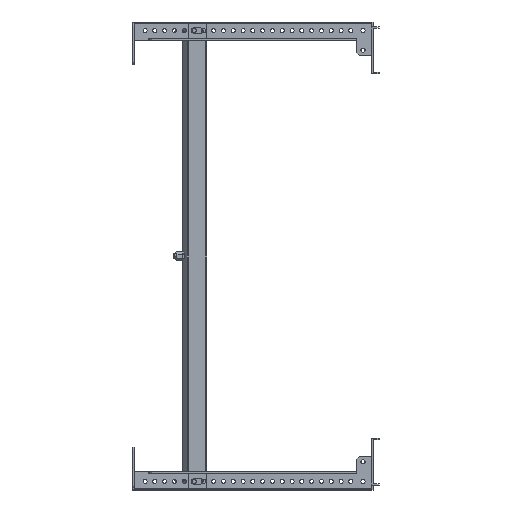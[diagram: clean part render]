
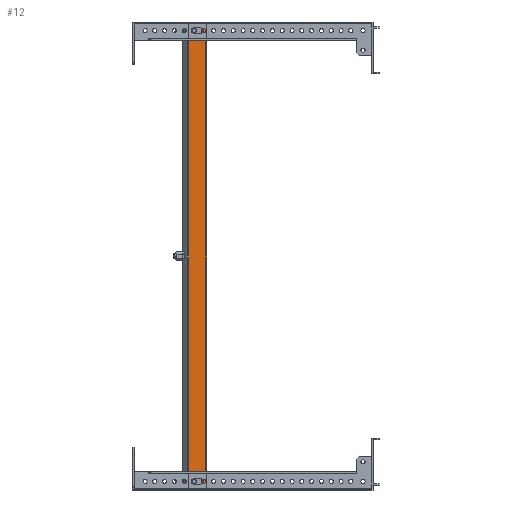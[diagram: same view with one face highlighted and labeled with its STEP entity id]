
A CAD part, front view. The second image highlights one B-rep face of the part: STEP entity #12.
In plain terms, the highlighted planar face has unit normal (0, -1, 0).
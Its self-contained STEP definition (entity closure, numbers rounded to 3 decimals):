
#12 = ADVANCED_FACE ( 'NONE', ( #24494, #15918, #25450 ), #10908, .F. ) ;
#277 = CIRCLE ( 'NONE', #13708, 3.5 ) ;
#1252 = VERTEX_POINT ( 'NONE', #33746 ) ;
#1385 = VERTEX_POINT ( 'NONE', #25912 ) ;
#1502 = CARTESIAN_POINT ( 'NONE',  ( 1112.302, -254., -91. ) ) ;
#1966 = LINE ( 'NONE', #28157, #22910 ) ;
#2011 = LINE ( 'NONE', #24536, #25630 ) ;
#2388 = EDGE_CURVE ( 'NONE', #28626, #36636, #34240, .T. ) ;
#2463 = VERTEX_POINT ( 'NONE', #35338 ) ;
#3032 = EDGE_CURVE ( 'NONE', #34172, #37474, #2011, .T. ) ;
#3172 = CARTESIAN_POINT ( 'NONE',  ( 1105.802, -254., 497.5 ) ) ;
#3209 = CARTESIAN_POINT ( 'NONE',  ( 1120.302, -254., 491. ) ) ;
#3552 = CARTESIAN_POINT ( 'NONE',  ( 1112.302, -254., -91. ) ) ;
#4056 = VECTOR ( 'NONE', #20173, 1000. ) ;
#4161 = DIRECTION ( 'NONE',  ( 0., -1., 0. ) ) ;
#4637 = DIRECTION ( 'NONE',  ( 0., 1., 0. ) ) ;
#4810 = CARTESIAN_POINT ( 'NONE',  ( 1120.302, -254., -84. ) ) ;
#4938 = AXIS2_PLACEMENT_3D ( 'NONE', #26056, #23733, #35377 ) ;
#5028 = DIRECTION ( 'NONE',  ( -1., 0., 0. ) ) ;
#5119 = VERTEX_POINT ( 'NONE', #9642 ) ;
#5340 = ORIENTED_EDGE ( 'NONE', *, *, #27504, .T. ) ;
#5347 = VERTEX_POINT ( 'NONE', #31221 ) ;
#6317 = ORIENTED_EDGE ( 'NONE', *, *, #2388, .F. ) ;
#6354 = AXIS2_PLACEMENT_3D ( 'NONE', #9254, #18053, #27229 ) ;
#6615 = LINE ( 'NONE', #35257, #19983 ) ;
#7132 = DIRECTION ( 'NONE',  ( 1., 0., 0. ) ) ;
#8037 = AXIS2_PLACEMENT_3D ( 'NONE', #9355, #18146, #29430 ) ;
#8053 = CARTESIAN_POINT ( 'NONE',  ( 1150.77, -254., 200. ) ) ;
#8192 = EDGE_CURVE ( 'NONE', #1385, #35349, #30283, .T. ) ;
#8193 = VERTEX_POINT ( 'NONE', #21918 ) ;
#8336 = ORIENTED_EDGE ( 'NONE', *, *, #30091, .T. ) ;
#8501 = CARTESIAN_POINT ( 'NONE',  ( 1128.304, -254., -100.859 ) ) ;
#9254 = CARTESIAN_POINT ( 'NONE',  ( 1112.302, -254., -87.5 ) ) ;
#9355 = CARTESIAN_POINT ( 'NONE',  ( 1120.302, -254., -87.5 ) ) ;
#9380 = CIRCLE ( 'NONE', #6354, 3.5 ) ;
#9417 = DIRECTION ( 'NONE',  ( -1., 0., 0. ) ) ;
#9642 = CARTESIAN_POINT ( 'NONE',  ( 1120.302, -254., -91. ) ) ;
#10031 = ORIENTED_EDGE ( 'NONE', *, *, #28160, .F. ) ;
#10117 = ORIENTED_EDGE ( 'NONE', *, *, #3032, .T. ) ;
#10148 = ORIENTED_EDGE ( 'NONE', *, *, #31115, .F. ) ;
#10908 = PLANE ( 'NONE',  #19319 ) ;
#11274 = CARTESIAN_POINT ( 'NONE',  ( 1112.302, -254., -84. ) ) ;
#11297 = CIRCLE ( 'NONE', #13763, 3.5 ) ;
#11752 = LINE ( 'NONE', #3172, #16134 ) ;
#11967 = ORIENTED_EDGE ( 'NONE', *, *, #29098, .F. ) ;
#12193 = CARTESIAN_POINT ( 'NONE',  ( 1128.304, -254., 497.5 ) ) ;
#12730 = EDGE_CURVE ( 'NONE', #2463, #8193, #1966, .T. ) ;
#12739 = DIRECTION ( 'NONE',  ( -1., 0., 0. ) ) ;
#13046 = DIRECTION ( 'NONE',  ( 0., 1., 0. ) ) ;
#13101 = DIRECTION ( 'NONE',  ( 1., 0., 0. ) ) ;
#13708 = AXIS2_PLACEMENT_3D ( 'NONE', #24318, #18785, #27401 ) ;
#13763 = AXIS2_PLACEMENT_3D ( 'NONE', #32547, #13046, #9417 ) ;
#13895 = VERTEX_POINT ( 'NONE', #37335 ) ;
#14229 = ORIENTED_EDGE ( 'NONE', *, *, #22132, .F. ) ;
#14350 = LINE ( 'NONE', #32487, #19901 ) ;
#14367 = VERTEX_POINT ( 'NONE', #29874 ) ;
#14564 = VECTOR ( 'NONE', #5028, 1000. ) ;
#15148 = EDGE_CURVE ( 'NONE', #13895, #27223, #34680, .T. ) ;
#15918 = FACE_BOUND ( 'NONE', #21342, .T. ) ;
#16134 = VECTOR ( 'NONE', #30914, 1000. ) ;
#16594 = ORIENTED_EDGE ( 'NONE', *, *, #12730, .F. ) ;
#17676 = CARTESIAN_POINT ( 'NONE',  ( 1112.302, -254., -84. ) ) ;
#18053 = DIRECTION ( 'NONE',  ( 0., -1., 0. ) ) ;
#18146 = DIRECTION ( 'NONE',  ( 0., -1., 0. ) ) ;
#18316 = VECTOR ( 'NONE', #7132, 1000. ) ;
#18458 = ORIENTED_EDGE ( 'NONE', *, *, #8192, .F. ) ;
#18785 = DIRECTION ( 'NONE',  ( 0., 1., 0. ) ) ;
#19269 = EDGE_LOOP ( 'NONE', ( #34882, #5340, #10117, #23816, #8336 ) ) ;
#19319 = AXIS2_PLACEMENT_3D ( 'NONE', #8053, #4637, #28335 ) ;
#19901 = VECTOR ( 'NONE', #29611, 1000. ) ;
#19983 = VECTOR ( 'NONE', #12739, 1000. ) ;
#20173 = DIRECTION ( 'NONE',  ( 0., 0., 1. ) ) ;
#21138 = EDGE_CURVE ( 'NONE', #37474, #5347, #11297, .T. ) ;
#21158 = AXIS2_PLACEMENT_3D ( 'NONE', #22288, #4161, #28047 ) ;
#21342 = EDGE_LOOP ( 'NONE', ( #14229, #18458, #10031, #6317, #27090 ) ) ;
#21561 = ORIENTED_EDGE ( 'NONE', *, *, #15148, .T. ) ;
#21665 = LINE ( 'NONE', #3552, #18316 ) ;
#21918 = CARTESIAN_POINT ( 'NONE',  ( 1105.802, -254., 497.5 ) ) ;
#22065 = CIRCLE ( 'NONE', #8037, 3.5 ) ;
#22132 = EDGE_CURVE ( 'NONE', #35349, #5119, #21665, .T. ) ;
#22288 = CARTESIAN_POINT ( 'NONE',  ( 1112.302, -254., -87.5 ) ) ;
#22640 = EDGE_CURVE ( 'NONE', #14367, #1252, #30548, .T. ) ;
#22910 = VECTOR ( 'NONE', #33113, 1000. ) ;
#23733 = DIRECTION ( 'NONE',  ( 0., 1., 0. ) ) ;
#23816 = ORIENTED_EDGE ( 'NONE', *, *, #21138, .T. ) ;
#24318 = CARTESIAN_POINT ( 'NONE',  ( 1112.302, -254., 487.5 ) ) ;
#24494 = FACE_OUTER_BOUND ( 'NONE', #24997, .T. ) ;
#24536 = CARTESIAN_POINT ( 'NONE',  ( 1112.302, -254., 491. ) ) ;
#24997 = EDGE_LOOP ( 'NONE', ( #11967, #16594, #10148, #21561 ) ) ;
#25144 = EDGE_CURVE ( 'NONE', #5119, #28626, #22065, .T. ) ;
#25450 = FACE_BOUND ( 'NONE', #19269, .T. ) ;
#25630 = VECTOR ( 'NONE', #13101, 1000. ) ;
#25912 = CARTESIAN_POINT ( 'NONE',  ( 1108.802, -254., -87.5 ) ) ;
#26056 = CARTESIAN_POINT ( 'NONE',  ( 1112.302, -254., 487.5 ) ) ;
#27090 = ORIENTED_EDGE ( 'NONE', *, *, #25144, .F. ) ;
#27223 = VERTEX_POINT ( 'NONE', #12193 ) ;
#27229 = DIRECTION ( 'NONE',  ( -1., 0., 0. ) ) ;
#27401 = DIRECTION ( 'NONE',  ( -1., 0., 0. ) ) ;
#27504 = EDGE_CURVE ( 'NONE', #1252, #34172, #277, .T. ) ;
#28047 = DIRECTION ( 'NONE',  ( -1., 0., 0. ) ) ;
#28157 = CARTESIAN_POINT ( 'NONE',  ( 1105.802, -254., -97.5 ) ) ;
#28160 = EDGE_CURVE ( 'NONE', #36636, #1385, #9380, .T. ) ;
#28335 = DIRECTION ( 'NONE',  ( 1., 0., 0. ) ) ;
#28626 = VERTEX_POINT ( 'NONE', #4810 ) ;
#29098 = EDGE_CURVE ( 'NONE', #8193, #27223, #11752, .T. ) ;
#29430 = DIRECTION ( 'NONE',  ( -1., 0., 0. ) ) ;
#29611 = DIRECTION ( 'NONE',  ( -1., 0., 0. ) ) ;
#29874 = CARTESIAN_POINT ( 'NONE',  ( 1112.302, -254., 484. ) ) ;
#30091 = EDGE_CURVE ( 'NONE', #5347, #14367, #14350, .T. ) ;
#30283 = CIRCLE ( 'NONE', #21158, 3.5 ) ;
#30548 = CIRCLE ( 'NONE', #4938, 3.5 ) ;
#30914 = DIRECTION ( 'NONE',  ( 1., 0., 0. ) ) ;
#31048 = CARTESIAN_POINT ( 'NONE',  ( 1112.302, -254., 491. ) ) ;
#31115 = EDGE_CURVE ( 'NONE', #13895, #2463, #6615, .T. ) ;
#31221 = CARTESIAN_POINT ( 'NONE',  ( 1120.302, -254., 484. ) ) ;
#32487 = CARTESIAN_POINT ( 'NONE',  ( 1112.302, -254., 484. ) ) ;
#32547 = CARTESIAN_POINT ( 'NONE',  ( 1120.302, -254., 487.5 ) ) ;
#33113 = DIRECTION ( 'NONE',  ( 0., 0., 1. ) ) ;
#33746 = CARTESIAN_POINT ( 'NONE',  ( 1108.802, -254., 487.5 ) ) ;
#34172 = VERTEX_POINT ( 'NONE', #31048 ) ;
#34240 = LINE ( 'NONE', #11274, #14564 ) ;
#34680 = LINE ( 'NONE', #8501, #4056 ) ;
#34882 = ORIENTED_EDGE ( 'NONE', *, *, #22640, .T. ) ;
#35257 = CARTESIAN_POINT ( 'NONE',  ( 1150.146, -254., -97.5 ) ) ;
#35338 = CARTESIAN_POINT ( 'NONE',  ( 1105.802, -254., -97.5 ) ) ;
#35349 = VERTEX_POINT ( 'NONE', #1502 ) ;
#35377 = DIRECTION ( 'NONE',  ( -1., 0., 0. ) ) ;
#36636 = VERTEX_POINT ( 'NONE', #17676 ) ;
#37335 = CARTESIAN_POINT ( 'NONE',  ( 1128.304, -254., -97.5 ) ) ;
#37474 = VERTEX_POINT ( 'NONE', #3209 ) ;
